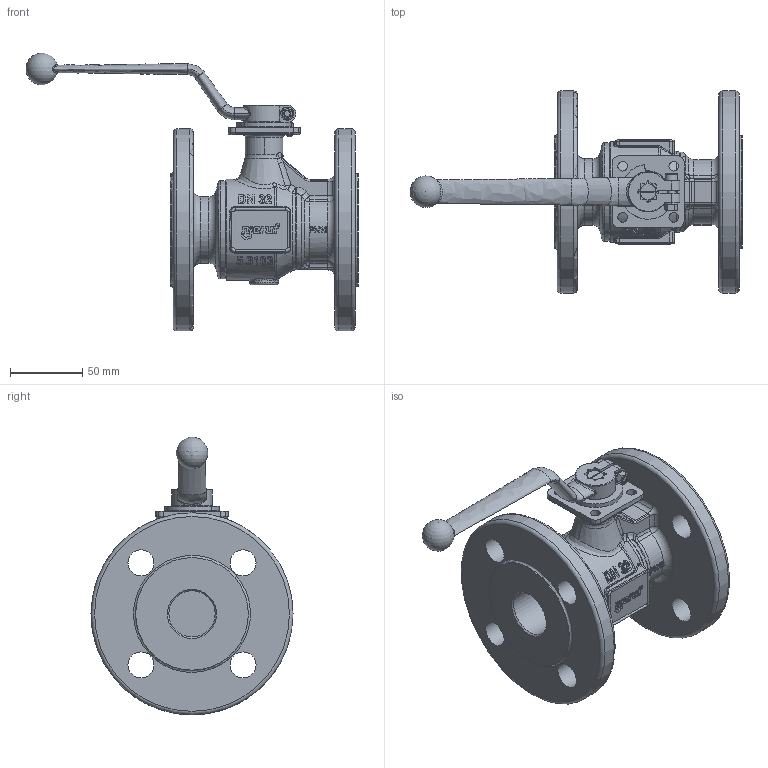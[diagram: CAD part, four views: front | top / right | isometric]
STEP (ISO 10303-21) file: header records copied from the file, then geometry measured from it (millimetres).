
FILE_DESCRIPTION(('HOOPS Exchange Step'),'2;1');
FILE_NAME('FK0100_DN32_PN16.stp','2025-07-17T15:25:27+02:00',('nieru'),('Unknown organisation'),'HOOPS Exchange 2024.2','HOOPS Exchange','Unknown authorisation');
FILE_SCHEMA( ('AP203_CONFIGURATION_CONTROLLED_3D_DESIGN_OF_MECHANICAL_PARTS_AND_ASSEMBLIES_MIM_LF') );
Length unit declared in the file: millimetre
Products named in the file (2): 0; root
Assembly tree (1 placements, depth 2):
  root
    0
Bounding box: 230 x 140 x 192.5 mm (x, y, z)
Volume: 707641.3 mm3; surface area: 122206.9 mm2
Topology: 1 solids, 3 shells, 920 faces, 2575 edges, 1684 vertices
Faces by surface type: plane 303, bspline 301, cylinder 195, torus 72, cone 32, sphere 17
Full cylindrical faces by diameter (mm): 4.134 x1, 5 x2, 5.2 x2, 6.6 x4, 8.5 x1, 15.95 x1, 18 x8, 20 x1, 32 x2, 46 x1, 68 x1, 70 x1, 78 x2, 140 x2
Entity records: 45351 total; most frequent: CARTESIAN_POINT 24277, ORIENTED_EDGE 5140, DIRECTION 3263, EDGE_CURVE 2570, VERTEX_POINT 1684, AXIS2_PLACEMENT_3D 1175, EDGE_LOOP 1000, FACE_BOUND 1000
